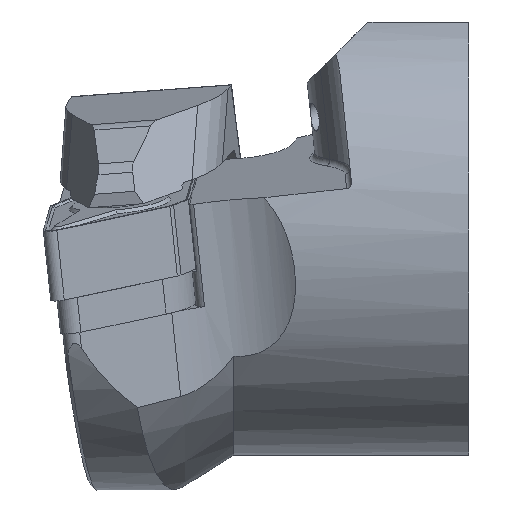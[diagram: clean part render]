
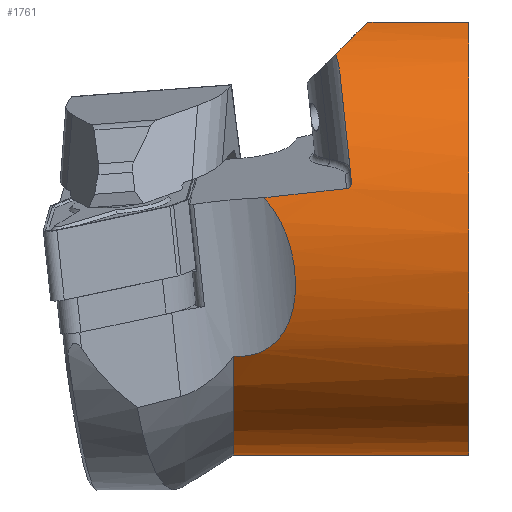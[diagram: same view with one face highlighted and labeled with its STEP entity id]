
A CAD part, front view. The second image highlights one B-rep face of the part: STEP entity #1761.
In plain terms, the highlighted cylindrical face has radius 20 mm (diameter 40 mm), a partial arc.
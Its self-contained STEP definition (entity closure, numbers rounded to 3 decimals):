
#170=ELLIPSE('',#4129,20.114,20.);
#171=ELLIPSE('',#4130,28.284,20.);
#172=ELLIPSE('',#4131,28.284,20.);
#173=ELLIPSE('',#4132,20.114,20.);
#174=ELLIPSE('',#4133,191.335,20.);
#867=B_SPLINE_CURVE_WITH_KNOTS('',3,(#6024,#6025,#6026,#6027),
 .UNSPECIFIED.,.F.,.F.,(4,4),(0.,1.),.UNSPECIFIED.);
#868=B_SPLINE_CURVE_WITH_KNOTS('',3,(#6031,#6032,#6033,#6034,#6035,#6036,
#6037,#6038,#6039,#6040,#6041,#6042,#6043,#6044,#6045,#6046),
 .UNSPECIFIED.,.F.,.F.,(4,3,3,3,3,4),(0.,0.238,0.476,
0.704,0.915,1.),.UNSPECIFIED.);
#869=B_SPLINE_CURVE_WITH_KNOTS('',3,(#6050,#6051,#6052,#6053,#6054,#6055,
#6056,#6057,#6058,#6059,#6060,#6061),.UNSPECIFIED.,.F.,.F.,(4,2,2,2,2,4),
(0.,0.25,0.5,0.75,0.875,1.),.UNSPECIFIED.);
#870=B_SPLINE_CURVE_WITH_KNOTS('',3,(#6064,#6065,#6066,#6067,#6068,#6069,
#6070,#6071,#6072,#6073),.UNSPECIFIED.,.F.,.F.,(4,2,2,2,4),(0.,0.25,0.5,
0.75,1.),.UNSPECIFIED.);
#871=B_SPLINE_CURVE_WITH_KNOTS('',3,(#6077,#6078,#6079,#6080),
 .UNSPECIFIED.,.F.,.F.,(4,4),(0.,1.),.UNSPECIFIED.);
#1023=FACE_OUTER_BOUND('',#2076,.T.);
#1278=LINE('',#6019,#1541);
#1279=LINE('',#6020,#1542);
#1280=LINE('',#6062,#1543);
#1541=VECTOR('',#4924,1.);
#1542=VECTOR('',#4925,1.);
#1543=VECTOR('',#4932,1.);
#1614=CYLINDRICAL_SURFACE('',#4135,20.);
#1761=ADVANCED_FACE('',(#1023),#1614,.T.);
#2076=EDGE_LOOP('',(#2787,#2788,#2789,#2790,#2791,#2792,#2793,#2794,#2795,
#2796,#2797,#2798,#2799,#2800,#2801,#2802));
#2787=ORIENTED_EDGE('',*,*,#3671,.T.);
#2788=ORIENTED_EDGE('',*,*,#3672,.T.);
#2789=ORIENTED_EDGE('',*,*,#3673,.T.);
#2790=ORIENTED_EDGE('',*,*,#3665,.F.);
#2791=ORIENTED_EDGE('',*,*,#3674,.T.);
#2792=ORIENTED_EDGE('',*,*,#3675,.T.);
#2793=ORIENTED_EDGE('',*,*,#3676,.F.);
#2794=ORIENTED_EDGE('',*,*,#3677,.F.);
#2795=ORIENTED_EDGE('',*,*,#3678,.T.);
#2796=ORIENTED_EDGE('',*,*,#3679,.F.);
#2797=ORIENTED_EDGE('',*,*,#3680,.T.);
#2798=ORIENTED_EDGE('',*,*,#3669,.T.);
#2799=ORIENTED_EDGE('',*,*,#3681,.T.);
#2800=ORIENTED_EDGE('',*,*,#3682,.T.);
#2801=ORIENTED_EDGE('',*,*,#3683,.T.);
#2802=ORIENTED_EDGE('',*,*,#3684,.T.);
#3256=VERTEX_POINT('',#5989);
#3257=VERTEX_POINT('',#5990);
#3259=VERTEX_POINT('',#6004);
#3260=VERTEX_POINT('',#6006);
#3261=VERTEX_POINT('',#6015);
#3262=VERTEX_POINT('',#6016);
#3263=VERTEX_POINT('',#6018);
#3264=VERTEX_POINT('',#6021);
#3265=VERTEX_POINT('',#6023);
#3266=VERTEX_POINT('',#6028);
#3267=VERTEX_POINT('',#6030);
#3268=VERTEX_POINT('',#6047);
#3269=VERTEX_POINT('',#6049);
#3270=VERTEX_POINT('',#6063);
#3271=VERTEX_POINT('',#6074);
#3272=VERTEX_POINT('',#6076);
#3665=EDGE_CURVE('',#3256,#3257,#3859,.T.);
#3669=EDGE_CURVE('',#3260,#3259,#3860,.T.);
#3671=EDGE_CURVE('',#3261,#3262,#170,.T.);
#3672=EDGE_CURVE('',#3262,#3263,#171,.T.);
#3673=EDGE_CURVE('',#3263,#3257,#1278,.T.);
#3674=EDGE_CURVE('',#3256,#3264,#1279,.T.);
#3675=EDGE_CURVE('',#3264,#3265,#172,.T.);
#3676=EDGE_CURVE('',#3266,#3265,#867,.T.);
#3677=EDGE_CURVE('',#3267,#3266,#173,.T.);
#3678=EDGE_CURVE('',#3267,#3268,#868,.T.);
#3679=EDGE_CURVE('',#3269,#3268,#174,.T.);
#3680=EDGE_CURVE('',#3269,#3260,#869,.T.);
#3681=EDGE_CURVE('',#3259,#3270,#1280,.T.);
#3682=EDGE_CURVE('',#3270,#3271,#870,.T.);
#3683=EDGE_CURVE('',#3271,#3272,#3861,.T.);
#3684=EDGE_CURVE('',#3272,#3261,#871,.T.);
#3859=CIRCLE('',#4125,20.);
#3860=CIRCLE('',#4127,20.);
#3861=CIRCLE('',#4134,20.);
#4125=AXIS2_PLACEMENT_3D('',#5988,#4911,#4912);
#4127=AXIS2_PLACEMENT_3D('',#6005,#4916,#4917);
#4129=AXIS2_PLACEMENT_3D('',#6014,#4920,#4921);
#4130=AXIS2_PLACEMENT_3D('',#6017,#4922,#4923);
#4131=AXIS2_PLACEMENT_3D('',#6022,#4926,#4927);
#4132=AXIS2_PLACEMENT_3D('',#6029,#4928,#4929);
#4133=AXIS2_PLACEMENT_3D('',#6048,#4930,#4931);
#4134=AXIS2_PLACEMENT_3D('',#6075,#4933,#4934);
#4135=AXIS2_PLACEMENT_3D('',#6081,#4935,#4936);
#4911=DIRECTION('',(1.,0.,0.));
#4912=DIRECTION('',(0.,0.,-1.));
#4916=DIRECTION('',(1.,0.,0.));
#4917=DIRECTION('',(0.,0.,-1.));
#4920=DIRECTION('',(0.994,0.,0.106));
#4921=DIRECTION('',(0.106,0.,-0.994));
#4922=DIRECTION('',(0.707,0.,-0.707));
#4923=DIRECTION('',(0.707,0.,0.707));
#4924=DIRECTION('',(1.,0.,0.));
#4925=DIRECTION('',(-1.,0.,0.));
#4926=DIRECTION('',(0.707,0.,-0.707));
#4927=DIRECTION('',(0.707,0.,0.707));
#4928=DIRECTION('',(-0.994,0.,-0.106));
#4929=DIRECTION('',(0.106,0.,-0.994));
#4930=DIRECTION('',(-0.105,-0.173,0.979));
#4931=DIRECTION('',(0.995,-0.018,0.103));
#4932=DIRECTION('',(1.,0.,0.));
#4933=DIRECTION('',(1.,0.,0.));
#4934=DIRECTION('',(0.,0.,-1.));
#4935=DIRECTION('',(1.,0.,0.));
#4936=DIRECTION('',(0.,0.,-1.));
#5988=CARTESIAN_POINT('',(38.,0.,0.));
#5989=CARTESIAN_POINT('',(38.,-7.093,18.7));
#5990=CARTESIAN_POINT('',(38.,7.093,18.7));
#6004=CARTESIAN_POINT('',(17.,7.33,-18.608));
#6005=CARTESIAN_POINT('',(17.,0.,0.));
#6006=CARTESIAN_POINT('',(17.,-16.614,-11.134));
#6014=CARTESIAN_POINT('',(28.503,0.,0.));
#6015=CARTESIAN_POINT('',(26.893,13.138,15.079));
#6016=CARTESIAN_POINT('',(26.747,11.379,16.447));
#6017=CARTESIAN_POINT('',(10.3,0.,0.));
#6018=CARTESIAN_POINT('',(29.,7.093,18.7));
#6019=CARTESIAN_POINT('',(0.,7.093,18.7));
#6020=CARTESIAN_POINT('',(0.,-7.093,18.7));
#6021=CARTESIAN_POINT('',(29.,-7.093,18.7));
#6022=CARTESIAN_POINT('',(10.3,0.,0.));
#6023=CARTESIAN_POINT('',(26.121,-12.235,15.821));
#6024=CARTESIAN_POINT('',(26.473,-13.979,14.304));
#6025=CARTESIAN_POINT('',(26.415,-13.417,14.853));
#6026=CARTESIAN_POINT('',(26.301,-12.834,15.358));
#6027=CARTESIAN_POINT('',(26.121,-12.235,15.821));
#6028=CARTESIAN_POINT('',(26.473,-13.979,14.304));
#6029=CARTESIAN_POINT('',(28.,0.,0.));
#6030=CARTESIAN_POINT('',(27.53,-19.51,4.4));
#6031=CARTESIAN_POINT('',(27.53,-19.51,4.4));
#6032=CARTESIAN_POINT('',(27.537,-19.524,4.337));
#6033=CARTESIAN_POINT('',(27.533,-19.538,4.273));
#6034=CARTESIAN_POINT('',(27.518,-19.552,4.211));
#6035=CARTESIAN_POINT('',(27.503,-19.565,4.15));
#6036=CARTESIAN_POINT('',(27.477,-19.577,4.09));
#6037=CARTESIAN_POINT('',(27.442,-19.588,4.037));
#6038=CARTESIAN_POINT('',(27.408,-19.599,3.986));
#6039=CARTESIAN_POINT('',(27.364,-19.608,3.941));
#6040=CARTESIAN_POINT('',(27.313,-19.615,3.906));
#6041=CARTESIAN_POINT('',(27.267,-19.621,3.873));
#6042=CARTESIAN_POINT('',(27.213,-19.626,3.848));
#6043=CARTESIAN_POINT('',(27.158,-19.629,3.833));
#6044=CARTESIAN_POINT('',(27.136,-19.63,3.828));
#6045=CARTESIAN_POINT('',(27.113,-19.631,3.823));
#6046=CARTESIAN_POINT('',(27.089,-19.632,3.821));
#6047=CARTESIAN_POINT('',(27.089,-19.632,3.821));
#6048=CARTESIAN_POINT('',(-41.145,0.,0.));
#6049=CARTESIAN_POINT('',(19.7,-19.773,3.007));
#6050=CARTESIAN_POINT('',(19.7,-19.773,3.007));
#6051=CARTESIAN_POINT('',(20.782,-19.942,1.891));
#6052=CARTESIAN_POINT('',(21.498,-20.049,0.467));
#6053=CARTESIAN_POINT('',(22.402,-19.901,-2.479));
#6054=CARTESIAN_POINT('',(22.601,-19.651,-4.031));
#6055=CARTESIAN_POINT('',(22.403,-18.794,-7.015));
#6056=CARTESIAN_POINT('',(22.001,-18.164,-8.464));
#6057=CARTESIAN_POINT('',(20.602,-17.269,-10.108));
#6058=CARTESIAN_POINT('',(19.989,-16.988,-10.561));
#6059=CARTESIAN_POINT('',(18.578,-16.633,-11.111));
#6060=CARTESIAN_POINT('',(17.782,-16.562,-11.212));
#6061=CARTESIAN_POINT('',(17.,-16.614,-11.134));
#6062=CARTESIAN_POINT('',(0.,7.33,-18.608));
#6063=CARTESIAN_POINT('',(17.5,7.33,-18.608));
#6064=CARTESIAN_POINT('',(17.5,7.33,-18.608));
#6065=CARTESIAN_POINT('',(19.202,7.33,-18.608));
#6066=CARTESIAN_POINT('',(20.883,7.756,-18.454));
#6067=CARTESIAN_POINT('',(23.792,9.266,-17.744));
#6068=CARTESIAN_POINT('',(25.018,10.356,-17.17));
#6069=CARTESIAN_POINT('',(26.774,12.694,-15.521));
#6070=CARTESIAN_POINT('',(27.315,13.931,-14.447));
#6071=CARTESIAN_POINT('',(27.923,16.125,-11.948));
#6072=CARTESIAN_POINT('',(28.,17.064,-10.568));
#6073=CARTESIAN_POINT('',(28.,17.83,-9.06));
#6074=CARTESIAN_POINT('',(28.,17.83,-9.06));
#6075=CARTESIAN_POINT('',(28.,0.,0.));
#6076=CARTESIAN_POINT('',(28.,17.83,9.06));
#6077=CARTESIAN_POINT('',(28.,17.83,9.06));
#6078=CARTESIAN_POINT('',(28.,16.646,11.39));
#6079=CARTESIAN_POINT('',(27.811,14.974,13.479));
#6080=CARTESIAN_POINT('',(26.893,13.138,15.079));
#6081=CARTESIAN_POINT('',(0.,0.,0.));
